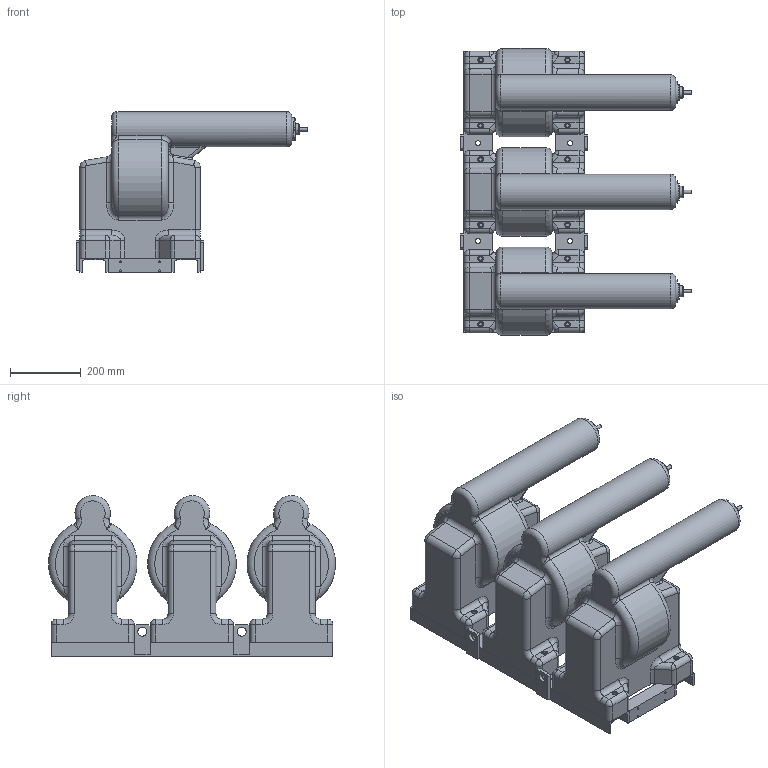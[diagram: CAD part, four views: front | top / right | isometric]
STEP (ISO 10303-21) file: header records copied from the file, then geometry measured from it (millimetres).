
FILE_DESCRIPTION(('STEP AP242'), '1');
FILE_NAME('ÀÄØÏ.1.757.010 ÍÀËÈ-ÝÊ-35 Ì8Ï 280ìô', '', ('UNSPECIFIED'), ('UNSPECIFIED'), 'ASCON STEP Converter 1.6', 'ASCON Math Kernel', '');
FILE_SCHEMA(('AP242_MANAGED_MODEL_BASED_3D_ENGINEERING_MIM_LF { 1 0 10303 442 1 1 4 }'));
Length unit declared in the file: millimetre
Assembly tree (32 placements, depth 3):
  (unnamed)
    (unnamed)  x3
      (unnamed)
      (unnamed)
      (unnamed)
      (unnamed)
      (unnamed)
      (unnamed)
    (unnamed)
      (unnamed)
    (unnamed)
      (unnamed)
    (unnamed)  x4
    (unnamed)
      (unnamed)
    (unnamed)  x2
      (unnamed)
Bounding box: 653 x 809.37 x 454 mm (x, y, z)
Volume: 66877879.7 mm3; surface area: 2649784.9 mm2
Topology: 57 solids, 57 shells, 3693 faces, 9627 edges, 6232 vertices
Faces by surface type: cylinder 1763, plane 1471, torus 183, cone 171, bspline 87, sphere 18
Full cylindrical faces by diameter (mm): 4 x6, 4.917 x6, 5 x48, 5.917 x21, 6 x6, 6.95 x21, 7 x6, 8 x48, 8.5 x1, 9 x12, 10 x45, 10.106 x12, 13 x12, 14 x4, 16 x60, 24 x36, 25 x7, 32 x3, 41.5 x3, 50 x3, 54.752 x3, 56 x3, 64 x6, 100 x3
Entity records: 50739 total; most frequent: CARTESIAN_POINT 12940, DIRECTION 6058, ORIENTED_EDGE 5678, EDGE_CURVE 2839, AXIS2_PLACEMENT_3D 2231, VERTEX_POINT 1916, LINE 1596, VECTOR 1596
